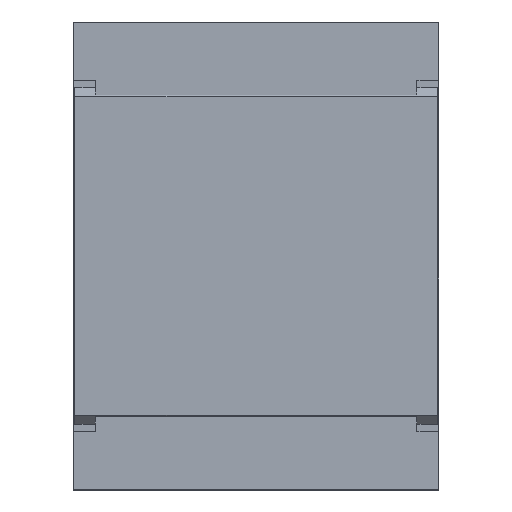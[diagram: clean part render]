
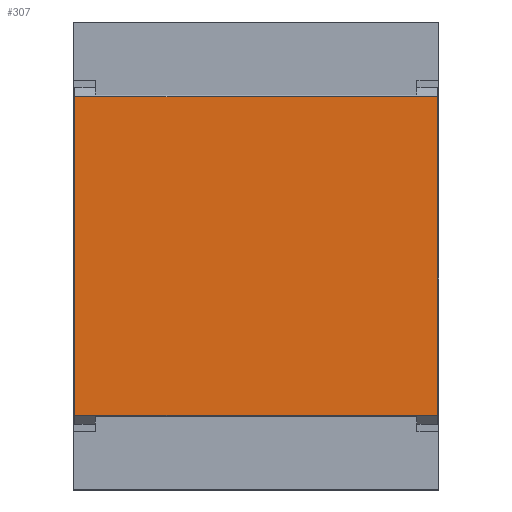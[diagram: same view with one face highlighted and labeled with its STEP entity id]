
A CAD part, top view. The second image highlights one B-rep face of the part: STEP entity #307.
In plain terms, the highlighted planar face has unit normal (0, 0, 1).
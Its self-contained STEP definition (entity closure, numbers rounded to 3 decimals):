
#3 = CARTESIAN_POINT ( 'NONE',  ( -1.239, -1.09, 0.56 ) ) ;
#8 = DIRECTION ( 'NONE',  ( -1., 0., 0. ) ) ;
#74 = PLANE ( 'NONE',  #1361 ) ;
#119 = VERTEX_POINT ( 'NONE', #1325 ) ;
#129 = CARTESIAN_POINT ( 'NONE',  ( 1.241, -1.15, 0.56 ) ) ;
#145 = LINE ( 'NONE', #708, #647 ) ;
#150 = ORIENTED_EDGE ( 'NONE', *, *, #1143, .T. ) ;
#234 = VECTOR ( 'NONE', #1380, 1000. ) ;
#238 = CARTESIAN_POINT ( 'NONE',  ( 0.001, -1.09, 0.56 ) ) ;
#245 = DIRECTION ( 'NONE',  ( 0., -1., 0. ) ) ;
#279 = DIRECTION ( 'NONE',  ( 0., 0., 1. ) ) ;
#307 = ADVANCED_FACE ( 'NONE', ( #1318 ), #74, .T. ) ;
#351 = VERTEX_POINT ( 'NONE', #424 ) ;
#414 = DIRECTION ( 'NONE',  ( 1., 0., 0. ) ) ;
#423 = EDGE_CURVE ( 'NONE', #875, #351, #145, .T. ) ;
#424 = CARTESIAN_POINT ( 'NONE',  ( -1.239, 1.09, 0.56 ) ) ;
#474 = LINE ( 'NONE', #238, #234 ) ;
#489 = VECTOR ( 'NONE', #245, 1000. ) ;
#569 = LINE ( 'NONE', #1358, #1125 ) ;
#647 = VECTOR ( 'NONE', #701, 1000. ) ;
#701 = DIRECTION ( 'NONE',  ( 0., 1., 0. ) ) ;
#708 = CARTESIAN_POINT ( 'NONE',  ( -1.239, 1.15, 0.56 ) ) ;
#787 = EDGE_LOOP ( 'NONE', ( #802, #1294, #150, #1454 ) ) ;
#802 = ORIENTED_EDGE ( 'NONE', *, *, #1204, .T. ) ;
#875 = VERTEX_POINT ( 'NONE', #3 ) ;
#911 = LINE ( 'NONE', #129, #489 ) ;
#1089 = VERTEX_POINT ( 'NONE', #1335 ) ;
#1125 = VECTOR ( 'NONE', #8, 1000. ) ;
#1143 = EDGE_CURVE ( 'NONE', #875, #1089, #474, .T. ) ;
#1204 = EDGE_CURVE ( 'NONE', #119, #351, #569, .T. ) ;
#1212 = EDGE_CURVE ( 'NONE', #119, #1089, #911, .T. ) ;
#1294 = ORIENTED_EDGE ( 'NONE', *, *, #423, .F. ) ;
#1318 = FACE_OUTER_BOUND ( 'NONE', #787, .T. ) ;
#1325 = CARTESIAN_POINT ( 'NONE',  ( 1.241, 1.09, 0.56 ) ) ;
#1335 = CARTESIAN_POINT ( 'NONE',  ( 1.241, -1.09, 0.56 ) ) ;
#1358 = CARTESIAN_POINT ( 'NONE',  ( 0.001, 1.09, 0.56 ) ) ;
#1361 = AXIS2_PLACEMENT_3D ( 'NONE', #1423, #279, #414 ) ;
#1380 = DIRECTION ( 'NONE',  ( 1., 0., 0. ) ) ;
#1423 = CARTESIAN_POINT ( 'NONE',  ( 0.001, 0., 0.56 ) ) ;
#1454 = ORIENTED_EDGE ( 'NONE', *, *, #1212, .F. ) ;
